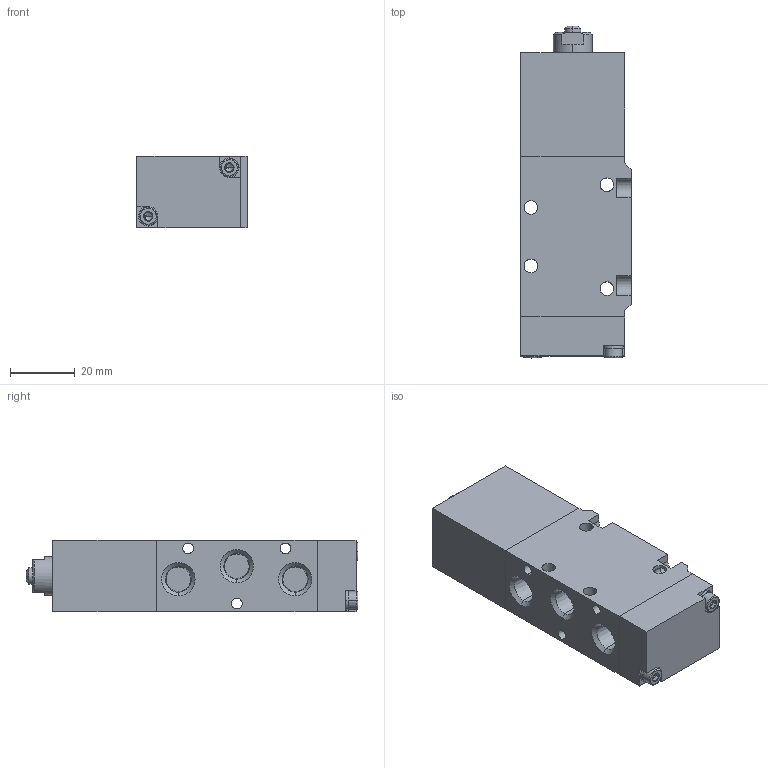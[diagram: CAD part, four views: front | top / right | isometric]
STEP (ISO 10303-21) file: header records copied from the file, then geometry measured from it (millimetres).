
FILE_DESCRIPTION (( 'STEP AP203' ), '1' );
FILE_NAME ('7001000210U.step', '2024-02-07T21:25:25', ( '' ), ( '' ), 'SwSTEP 2.0', 'SolidWorks 2023', '' );
FILE_SCHEMA (( 'CONFIG_CONTROL_DESIGN' ));
Length unit declared in the file: inch
Products named in the file (1): 7001000210U
Bounding box: 34 x 102.3 x 22 mm (x, y, z)
Volume: 64221.4 mm3; surface area: 18121.5 mm2
Topology: 7 solids, 7 shells, 177 faces, 422 edges, 262 vertices
Faces by surface type: plane 82, cylinder 43, cone 38, bspline 14
Entity records: 5667 total; most frequent: CARTESIAN_POINT 1484, DIRECTION 864, ORIENTED_EDGE 836, EDGE_CURVE 418, AXIS2_PLACEMENT_3D 322, VERTEX_POINT 262, VECTOR 220, LINE 220
